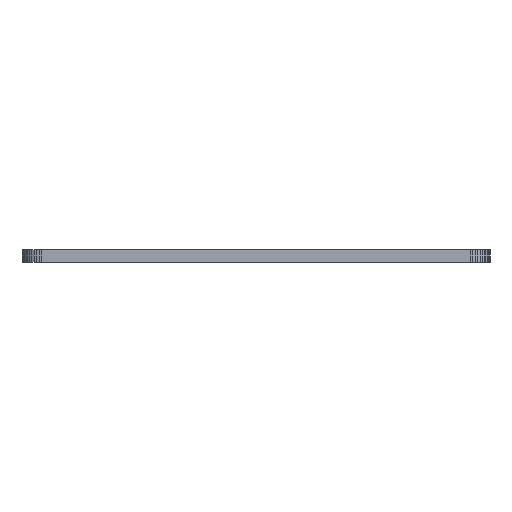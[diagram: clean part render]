
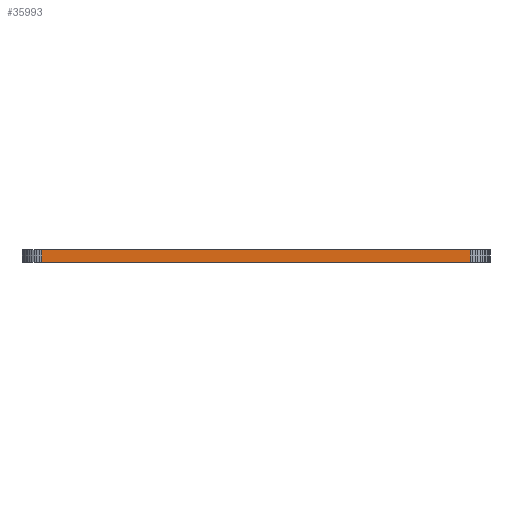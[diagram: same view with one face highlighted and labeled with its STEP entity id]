
A CAD part, left-side view. The second image highlights one B-rep face of the part: STEP entity #35993.
In plain terms, the highlighted planar face has unit normal (-1, 0, 0).
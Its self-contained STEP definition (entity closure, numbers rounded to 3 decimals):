
#90 = PLANE('',#91);
#91 = AXIS2_PLACEMENT_3D('',#92,#93,#94);
#92 = CARTESIAN_POINT('',(137.459,-90.263,1.58));
#93 = DIRECTION('',(-0.,-0.,-1.));
#94 = DIRECTION('',(-1.,0.,0.));
#144 = PLANE('',#145);
#145 = AXIS2_PLACEMENT_3D('',#146,#147,#148);
#146 = CARTESIAN_POINT('',(137.459,-90.263,0.));
#147 = DIRECTION('',(-0.,-0.,-1.));
#148 = DIRECTION('',(-1.,0.,0.));
#6470 = VERTEX_POINT('',#6471);
#6471 = CARTESIAN_POINT('',(50.105,-116.967,0.));
#6485 = PLANE('',#6486);
#6486 = AXIS2_PLACEMENT_3D('',#6487,#6488,#6489);
#6487 = CARTESIAN_POINT('',(50.126,-117.287,0.));
#6488 = DIRECTION('',(-0.998,-0.065,0.));
#6489 = DIRECTION('',(-0.065,0.998,0.));
#6497 = EDGE_CURVE('',#6470,#6498,#6500,.T.);
#6498 = VERTEX_POINT('',#6499);
#6499 = CARTESIAN_POINT('',(50.117,-63.56,0.));
#6500 = SURFACE_CURVE('',#6501,(#6505,#6512),.PCURVE_S1.);
#6501 = LINE('',#6502,#6503);
#6502 = CARTESIAN_POINT('',(50.105,-116.967,0.));
#6503 = VECTOR('',#6504,1.);
#6504 = DIRECTION('',(0.,1.,0.));
#6505 = PCURVE('',#144,#6506);
#6506 = DEFINITIONAL_REPRESENTATION('',(#6507),#6511);
#6507 = LINE('',#6508,#6509);
#6508 = CARTESIAN_POINT('',(87.354,-26.704));
#6509 = VECTOR('',#6510,1.);
#6510 = DIRECTION('',(0.,1.));
#6511 = ( GEOMETRIC_REPRESENTATION_CONTEXT(2) 
PARAMETRIC_REPRESENTATION_CONTEXT() REPRESENTATION_CONTEXT('2D SPACE',''
  ) );
#6512 = PCURVE('',#6513,#6518);
#6513 = PLANE('',#6514);
#6514 = AXIS2_PLACEMENT_3D('',#6515,#6516,#6517);
#6515 = CARTESIAN_POINT('',(50.105,-116.967,0.));
#6516 = DIRECTION('',(-1.,0.,0.));
#6517 = DIRECTION('',(0.,1.,0.));
#6518 = DEFINITIONAL_REPRESENTATION('',(#6519),#6523);
#6519 = LINE('',#6520,#6521);
#6520 = CARTESIAN_POINT('',(0.,0.));
#6521 = VECTOR('',#6522,1.);
#6522 = DIRECTION('',(1.,0.));
#6523 = ( GEOMETRIC_REPRESENTATION_CONTEXT(2) 
PARAMETRIC_REPRESENTATION_CONTEXT() REPRESENTATION_CONTEXT('2D SPACE',''
  ) );
#6541 = PLANE('',#6542);
#6542 = AXIS2_PLACEMENT_3D('',#6543,#6544,#6545);
#6543 = CARTESIAN_POINT('',(50.117,-63.56,0.));
#6544 = DIRECTION('',(-0.998,0.065,0.));
#6545 = DIRECTION('',(0.065,0.998,0.));
#22470 = VERTEX_POINT('',#22471);
#22471 = CARTESIAN_POINT('',(50.105,-116.967,1.58));
#22492 = EDGE_CURVE('',#22470,#22493,#22495,.T.);
#22493 = VERTEX_POINT('',#22494);
#22494 = CARTESIAN_POINT('',(50.117,-63.56,1.58));
#22495 = SURFACE_CURVE('',#22496,(#22500,#22507),.PCURVE_S1.);
#22496 = LINE('',#22497,#22498);
#22497 = CARTESIAN_POINT('',(50.105,-116.967,1.58));
#22498 = VECTOR('',#22499,1.);
#22499 = DIRECTION('',(0.,1.,0.));
#22500 = PCURVE('',#90,#22501);
#22501 = DEFINITIONAL_REPRESENTATION('',(#22502),#22506);
#22502 = LINE('',#22503,#22504);
#22503 = CARTESIAN_POINT('',(87.354,-26.704));
#22504 = VECTOR('',#22505,1.);
#22505 = DIRECTION('',(0.,1.));
#22506 = ( GEOMETRIC_REPRESENTATION_CONTEXT(2) 
PARAMETRIC_REPRESENTATION_CONTEXT() REPRESENTATION_CONTEXT('2D SPACE',''
  ) );
#22507 = PCURVE('',#6513,#22508);
#22508 = DEFINITIONAL_REPRESENTATION('',(#22509),#22513);
#22509 = LINE('',#22510,#22511);
#22510 = CARTESIAN_POINT('',(0.,-1.58));
#22511 = VECTOR('',#22512,1.);
#22512 = DIRECTION('',(1.,0.));
#22513 = ( GEOMETRIC_REPRESENTATION_CONTEXT(2) 
PARAMETRIC_REPRESENTATION_CONTEXT() REPRESENTATION_CONTEXT('2D SPACE',''
  ) );
#35970 = EDGE_CURVE('',#6498,#22493,#35971,.T.);
#35971 = SURFACE_CURVE('',#35972,(#35976,#35983),.PCURVE_S1.);
#35972 = LINE('',#35973,#35974);
#35973 = CARTESIAN_POINT('',(50.117,-63.56,0.));
#35974 = VECTOR('',#35975,1.);
#35975 = DIRECTION('',(0.,0.,1.));
#35976 = PCURVE('',#6541,#35977);
#35977 = DEFINITIONAL_REPRESENTATION('',(#35978),#35982);
#35978 = LINE('',#35979,#35980);
#35979 = CARTESIAN_POINT('',(0.,0.));
#35980 = VECTOR('',#35981,1.);
#35981 = DIRECTION('',(0.,-1.));
#35982 = ( GEOMETRIC_REPRESENTATION_CONTEXT(2) 
PARAMETRIC_REPRESENTATION_CONTEXT() REPRESENTATION_CONTEXT('2D SPACE',''
  ) );
#35983 = PCURVE('',#6513,#35984);
#35984 = DEFINITIONAL_REPRESENTATION('',(#35985),#35989);
#35985 = LINE('',#35986,#35987);
#35986 = CARTESIAN_POINT('',(53.408,0.));
#35987 = VECTOR('',#35988,1.);
#35988 = DIRECTION('',(0.,-1.));
#35989 = ( GEOMETRIC_REPRESENTATION_CONTEXT(2) 
PARAMETRIC_REPRESENTATION_CONTEXT() REPRESENTATION_CONTEXT('2D SPACE',''
  ) );
#35993 = ADVANCED_FACE('',(#35994),#6513,.T.);
#35994 = FACE_BOUND('',#35995,.T.);
#35995 = EDGE_LOOP('',(#35996,#36017,#36018,#36019));
#35996 = ORIENTED_EDGE('',*,*,#35997,.T.);
#35997 = EDGE_CURVE('',#6470,#22470,#35998,.T.);
#35998 = SURFACE_CURVE('',#35999,(#36003,#36010),.PCURVE_S1.);
#35999 = LINE('',#36000,#36001);
#36000 = CARTESIAN_POINT('',(50.105,-116.967,0.));
#36001 = VECTOR('',#36002,1.);
#36002 = DIRECTION('',(0.,0.,1.));
#36003 = PCURVE('',#6513,#36004);
#36004 = DEFINITIONAL_REPRESENTATION('',(#36005),#36009);
#36005 = LINE('',#36006,#36007);
#36006 = CARTESIAN_POINT('',(0.,0.));
#36007 = VECTOR('',#36008,1.);
#36008 = DIRECTION('',(0.,-1.));
#36009 = ( GEOMETRIC_REPRESENTATION_CONTEXT(2) 
PARAMETRIC_REPRESENTATION_CONTEXT() REPRESENTATION_CONTEXT('2D SPACE',''
  ) );
#36010 = PCURVE('',#6485,#36011);
#36011 = DEFINITIONAL_REPRESENTATION('',(#36012),#36016);
#36012 = LINE('',#36013,#36014);
#36013 = CARTESIAN_POINT('',(0.32,0.));
#36014 = VECTOR('',#36015,1.);
#36015 = DIRECTION('',(0.,-1.));
#36016 = ( GEOMETRIC_REPRESENTATION_CONTEXT(2) 
PARAMETRIC_REPRESENTATION_CONTEXT() REPRESENTATION_CONTEXT('2D SPACE',''
  ) );
#36017 = ORIENTED_EDGE('',*,*,#22492,.T.);
#36018 = ORIENTED_EDGE('',*,*,#35970,.F.);
#36019 = ORIENTED_EDGE('',*,*,#6497,.F.);
